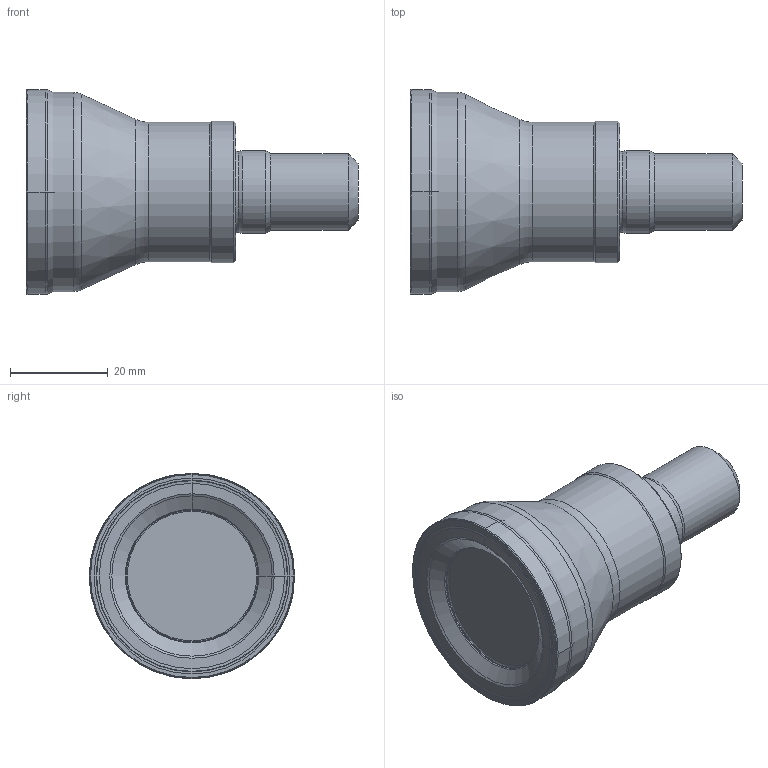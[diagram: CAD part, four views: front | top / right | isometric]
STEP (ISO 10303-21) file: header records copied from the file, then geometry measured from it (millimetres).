
FILE_DESCRIPTION(/* description */ (''),/* implementation_level */ '2;1');
FILE_NAME(/* name */ 'AEM90-XN0403-D42-M16-L43-Z06-H.stp',/* time_stamp */ '2023-10-19T16:39:26+03:00',/* author */ (''),/* organization */ (''),/* preprocessor_version */ 'ST-DEVELOPER v19.4',/* originating_system */ 'SIEMENS PLM Software NX2306.5001',/* authorisation */ '');
FILE_SCHEMA (('AUTOMOTIVE_DESIGN { 1 0 10303 214 3 1 1 1 }'));
Length unit declared in the file: millimetre
Products named in the file (1): AEM90-XN0403-D42-M16-L43-Z06-H-LIGHT_x_t_objects
Bounding box: 68 x 42.02 x 42.02 mm (x, y, z)
Volume: 45632.6 mm3; surface area: 10436.5 mm2
Topology: 2 solids, 2 shells, 83 faces, 162 edges, 82 vertices
Faces by surface type: cone 43, bspline 26, torus 6, cylinder 5, plane 3
Full cylindrical faces by diameter (mm): 15.75 x1, 17 x1, 28.6 x1, 29 x1, 40.8 x1
Entity records: 2464 total; most frequent: CARTESIAN_POINT 872, DIRECTION 354, ORIENTED_EDGE 284, AXIS2_PLACEMENT_3D 160, EDGE_CURVE 142, EDGE_LOOP 104, ADVANCED_FACE 83, CIRCLE 82
